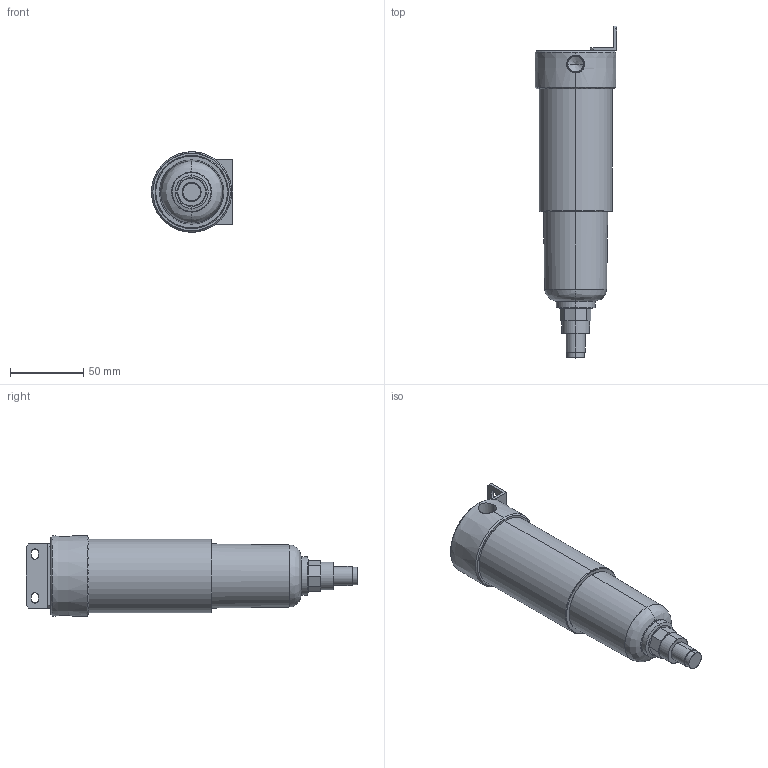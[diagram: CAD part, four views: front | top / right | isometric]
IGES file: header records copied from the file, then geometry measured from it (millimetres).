
Start section: SolidWorks IGES file using analytic representation for surfaces
Global section: file name: NF-200.IGS; native system: SolidWorks 2020; preprocessor: SolidWorks 2020; author: Ammad; date: 201230.180511; units: millimetre
Bounding box: 55.5 x 226.99 x 55 mm (x, y, z)
Surface area: 37243.5 mm2 (no closed solid volume)
Topology: 0 solids, 0 shells, 106 faces, 1604 edges, 1592 vertices
Faces by surface type: revolution 60, bspline 46
